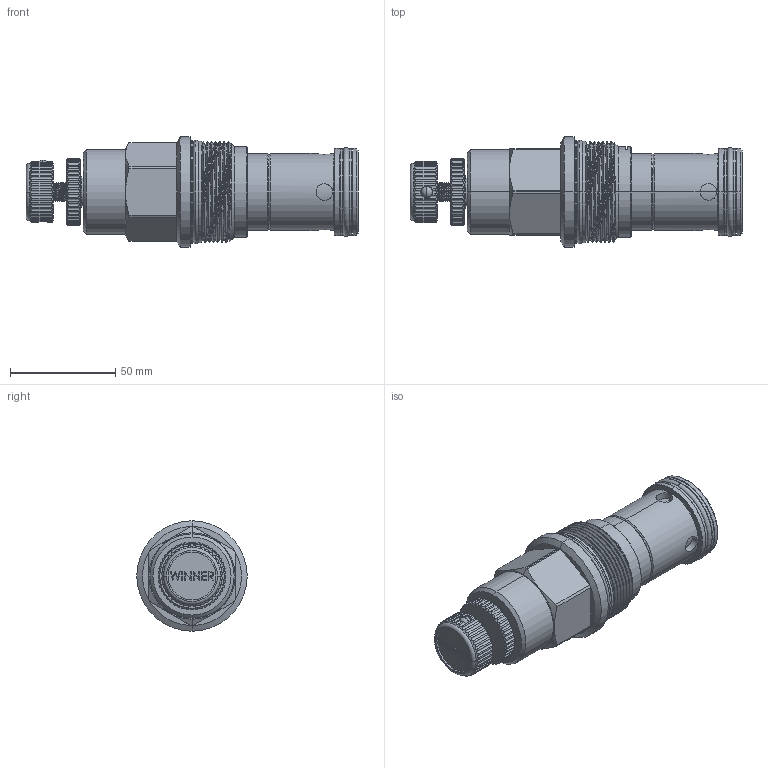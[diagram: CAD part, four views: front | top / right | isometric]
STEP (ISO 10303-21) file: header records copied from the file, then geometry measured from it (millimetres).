
FILE_DESCRIPTION (( 'STEP AP203' ), '1' );
FILE_NAME ('FR18A2F-K.STEP', '2021-06-30T06:25:51', ( '' ), ( '' ), 'SwSTEP 2.0', 'SolidWorks 2018', '' );
FILE_SCHEMA (( 'CONFIG_CONTROL_DESIGN' ));
Length unit declared in the file: millimetre
Products named in the file (1): FR18A2F-K
Bounding box: 157.45 x 52.37 x 52.37 mm (x, y, z)
Volume: 188050.2 mm3; surface area: 32591.7 mm2
Topology: 2 solids, 2 shells, 522 faces, 1394 edges, 908 vertices
Faces by surface type: cylinder 327, plane 114, cone 43, torus 22, bspline 14, sphere 2
Entity records: 27657 total; most frequent: CARTESIAN_POINT 15119, ORIENTED_EDGE 2784, DIRECTION 2399, EDGE_CURVE 1392, VERTEX_POINT 908, AXIS2_PLACEMENT_3D 906, LINE 587, VECTOR 587
